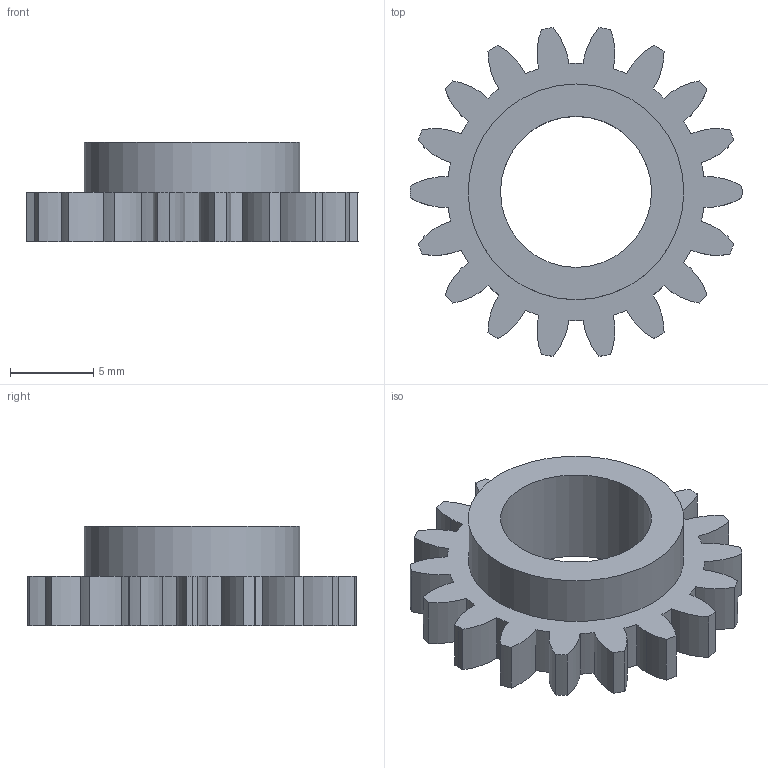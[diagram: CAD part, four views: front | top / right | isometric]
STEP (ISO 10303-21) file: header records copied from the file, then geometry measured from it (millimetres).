
FILE_DESCRIPTION(('HOOPS Exchange Step'),'2;1');
FILE_NAME('temp_export','2023-06-17T21:47:26+08:00',('mobile'),('Shapr3D Limited'),'HOOPS Exchange 2022.1','Shapr3D','Authorized');
FILE_SCHEMA( ('AP203_CONFIGURATION_CONTROLLED_3D_DESIGN_OF_MECHANICAL_PARTS_AND_ASSEMBLIES_MIM_LF') );
Length unit declared in the file: millimetre
Products named in the file (1): root
Bounding box: 20 x 19.81 x 6 mm (x, y, z)
Volume: 758.6 mm3; surface area: 1008.2 mm2
Topology: 1 solids, 1 shells, 82 faces, 241 edges, 162 vertices
Faces by surface type: cylinder 79, plane 3
Full cylindrical faces by diameter (mm): 9.1 x1, 13 x1
Entity records: 2867 total; most frequent: DIRECTION 569, CARTESIAN_POINT 486, ORIENTED_EDGE 482, AXIS2_PLACEMENT_3D 245, EDGE_CURVE 241, VERTEX_POINT 162, CIRCLE 162, EDGE_LOOP 85
